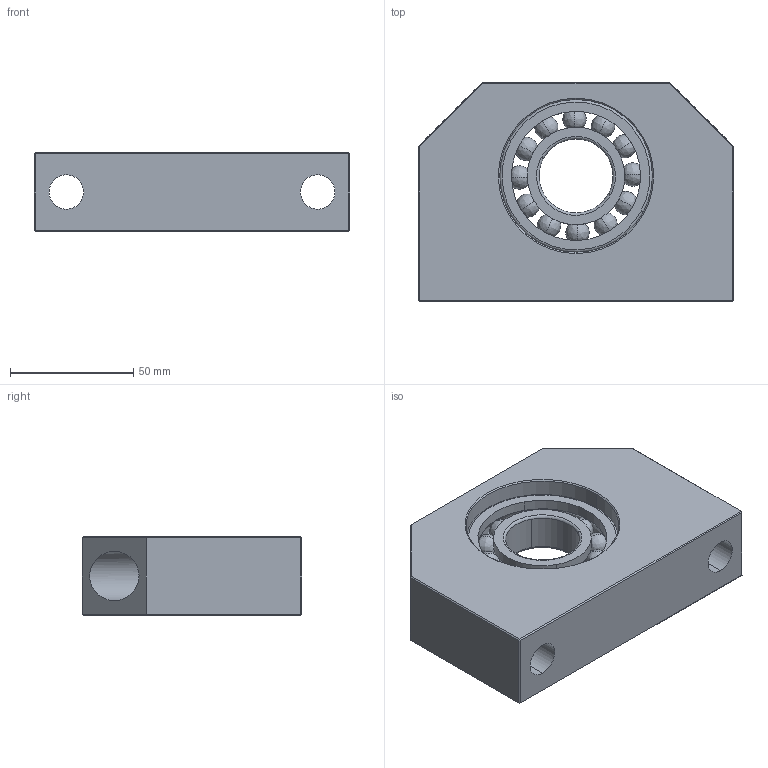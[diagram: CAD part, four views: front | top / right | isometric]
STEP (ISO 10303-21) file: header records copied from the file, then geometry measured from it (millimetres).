
FILE_DESCRIPTION (( 'STEP AP203' ), '1' );
FILE_NAME ('BF 30.STEP', '2014-10-22T02:07:41', ( 'star' ), ( '' ), 'SwSTEP 2.0', 'SolidWorks 2013', '' );
FILE_SCHEMA (( 'CONFIG_CONTROL_DESIGN' ));
Length unit declared in the file: millimetre
Products named in the file (3): BF 30; #6206(30X62X16)
Assembly tree (2 placements, depth 2):
  BF 30
    #6206(30X62X16)
    BF 30
Bounding box: 128 x 89 x 32 mm (x, y, z)
Volume: 239557.8 mm3; surface area: 56889.5 mm2
Topology: 2 solids, 2 shells, 216 faces, 668 edges, 408 vertices
Faces by surface type: bspline 99, plane 79, cylinder 22, torus 12, cone 4
Entity records: 15515 total; most frequent: CARTESIAN_POINT 10154, ORIENTED_EDGE 1236, DIRECTION 772, EDGE_CURVE 618, VERTEX_POINT 408, AXIS2_PLACEMENT_3D 258, LINE 256, VECTOR 256
